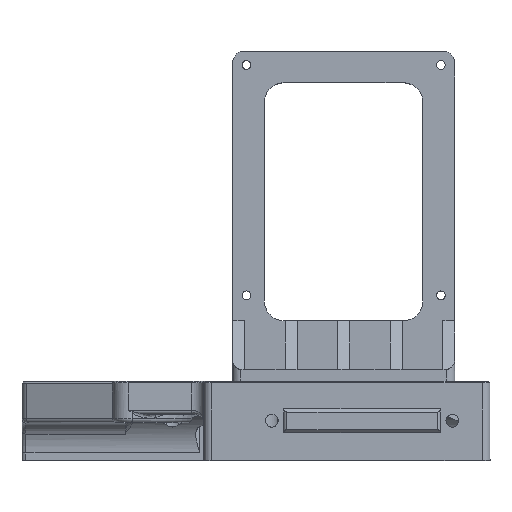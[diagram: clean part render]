
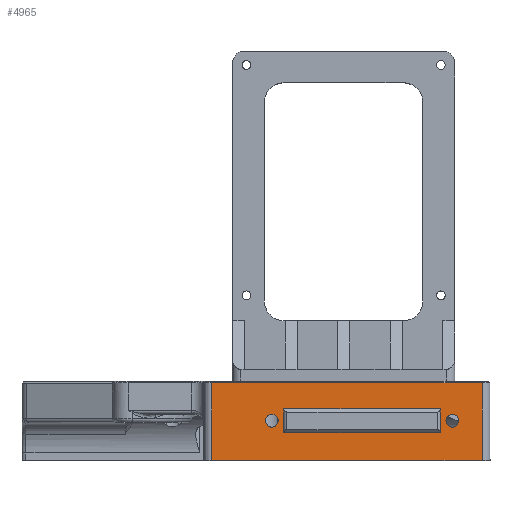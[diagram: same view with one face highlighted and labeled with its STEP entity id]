
A CAD part, top view. The second image highlights one B-rep face of the part: STEP entity #4965.
In plain terms, the highlighted planar face has unit normal (0, 0, 1).
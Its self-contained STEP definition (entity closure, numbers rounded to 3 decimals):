
#262=FACE_BOUND('',#891,.T.);
#263=FACE_BOUND('',#892,.T.);
#264=FACE_BOUND('',#893,.T.);
#367=CIRCLE('',#5355,1.6);
#368=CIRCLE('',#5356,1.6);
#595=FACE_OUTER_BOUND('',#890,.T.);
#890=EDGE_LOOP('',(#3807,#3808,#3809,#3810));
#891=EDGE_LOOP('',(#3811,#3812,#3813,#3814));
#892=EDGE_LOOP('',(#3815));
#893=EDGE_LOOP('',(#3816));
#1275=LINE('',#8012,#1729);
#1315=LINE('',#8125,#1769);
#1316=LINE('',#8129,#1770);
#1317=LINE('',#8130,#1771);
#1318=LINE('',#8133,#1772);
#1319=LINE('',#8135,#1773);
#1320=LINE('',#8137,#1774);
#1321=LINE('',#8138,#1775);
#1729=VECTOR('',#6201,10.);
#1769=VECTOR('',#6315,10.);
#1770=VECTOR('',#6320,10.);
#1771=VECTOR('',#6321,10.);
#1772=VECTOR('',#6322,10.);
#1773=VECTOR('',#6323,10.);
#1774=VECTOR('',#6324,10.);
#1775=VECTOR('',#6325,10.);
#2200=VERTEX_POINT('',#8008);
#2201=VERTEX_POINT('',#8010);
#2237=VERTEX_POINT('',#8124);
#2238=VERTEX_POINT('',#8128);
#2239=VERTEX_POINT('',#8131);
#2240=VERTEX_POINT('',#8132);
#2241=VERTEX_POINT('',#8134);
#2242=VERTEX_POINT('',#8136);
#2243=VERTEX_POINT('',#8139);
#2244=VERTEX_POINT('',#8141);
#2764=EDGE_CURVE('',#2201,#2200,#1275,.T.);
#2820=EDGE_CURVE('',#2237,#2200,#1315,.T.);
#2822=EDGE_CURVE('',#2238,#2201,#1316,.T.);
#2823=EDGE_CURVE('',#2237,#2238,#1317,.T.);
#2824=EDGE_CURVE('',#2239,#2240,#1318,.T.);
#2825=EDGE_CURVE('',#2240,#2241,#1319,.T.);
#2826=EDGE_CURVE('',#2241,#2242,#1320,.T.);
#2827=EDGE_CURVE('',#2242,#2239,#1321,.T.);
#2828=EDGE_CURVE('',#2243,#2243,#367,.T.);
#2829=EDGE_CURVE('',#2244,#2244,#368,.T.);
#3807=ORIENTED_EDGE('',*,*,#2764,.F.);
#3808=ORIENTED_EDGE('',*,*,#2822,.F.);
#3809=ORIENTED_EDGE('',*,*,#2823,.F.);
#3810=ORIENTED_EDGE('',*,*,#2820,.T.);
#3811=ORIENTED_EDGE('',*,*,#2824,.T.);
#3812=ORIENTED_EDGE('',*,*,#2825,.T.);
#3813=ORIENTED_EDGE('',*,*,#2826,.T.);
#3814=ORIENTED_EDGE('',*,*,#2827,.T.);
#3815=ORIENTED_EDGE('',*,*,#2828,.T.);
#3816=ORIENTED_EDGE('',*,*,#2829,.T.);
#4770=PLANE('',#5354);
#4965=ADVANCED_FACE('',(#595,#262,#263,#264),#4770,.T.);
#5354=AXIS2_PLACEMENT_3D('',#8127,#6318,#6319);
#5355=AXIS2_PLACEMENT_3D('',#8140,#6326,#6327);
#5356=AXIS2_PLACEMENT_3D('',#8142,#6328,#6329);
#6201=DIRECTION('',(1.,0.,0.));
#6315=DIRECTION('',(0.,1.,0.));
#6318=DIRECTION('center_axis',(0.,0.,
1.));
#6319=DIRECTION('ref_axis',(1.,0.,0.));
#6320=DIRECTION('',(0.,1.,0.));
#6321=DIRECTION('',(-1.,0.,0.));
#6322=DIRECTION('',(1.,0.,0.));
#6323=DIRECTION('',(0.,-1.,0.));
#6324=DIRECTION('',(-1.,0.,0.));
#6325=DIRECTION('',(0.,1.,0.));
#6326=DIRECTION('center_axis',(0.,0.,
-1.));
#6327=DIRECTION('ref_axis',(-1.,0.,0.));
#6328=DIRECTION('center_axis',(0.,0.,
-1.));
#6329=DIRECTION('ref_axis',(-1.,0.,0.));
#8008=CARTESIAN_POINT('',(82.999,-18.4,-58.096));
#8010=CARTESIAN_POINT('',(14.8,-18.4,-58.096));
#8012=CARTESIAN_POINT('',(21.399,-18.4,-58.096));
#8124=CARTESIAN_POINT('',(82.999,-38.,-58.096));
#8125=CARTESIAN_POINT('',(82.999,-38.,-58.096));
#8127=CARTESIAN_POINT('Origin',(15.8,-38.,-58.096));
#8128=CARTESIAN_POINT('',(14.8,-38.,-58.096));
#8129=CARTESIAN_POINT('',(14.8,-28.,-58.096));
#8130=CARTESIAN_POINT('',(69.499,-38.,-58.096));
#8131=CARTESIAN_POINT('',(32.999,-25.,-58.096));
#8132=CARTESIAN_POINT('',(72.499,-25.,-58.096));
#8133=CARTESIAN_POINT('',(44.149,-25.,-58.096));
#8134=CARTESIAN_POINT('',(72.499,-31.,-58.096));
#8135=CARTESIAN_POINT('',(72.499,-34.5,-58.096));
#8136=CARTESIAN_POINT('',(32.999,-31.,-58.096));
#8137=CARTESIAN_POINT('',(24.399,-31.,-58.096));
#8138=CARTESIAN_POINT('',(32.999,-31.5,-58.096));
#8139=CARTESIAN_POINT('',(77.099,-28.,-58.096));
#8140=CARTESIAN_POINT('Origin',(75.499,-28.,-58.096));
#8141=CARTESIAN_POINT('',(31.599,-28.,-58.096));
#8142=CARTESIAN_POINT('Origin',(29.999,-28.,-58.096));
